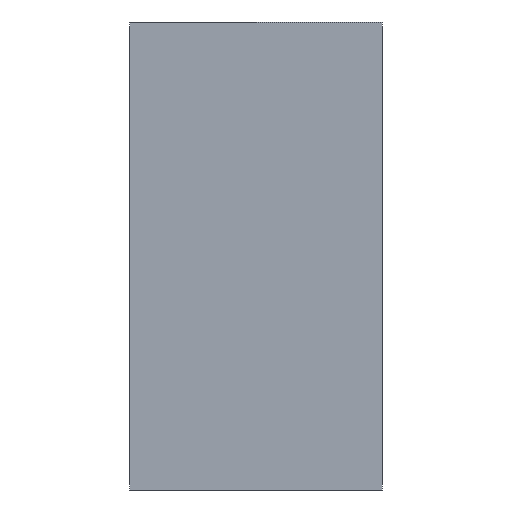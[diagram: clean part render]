
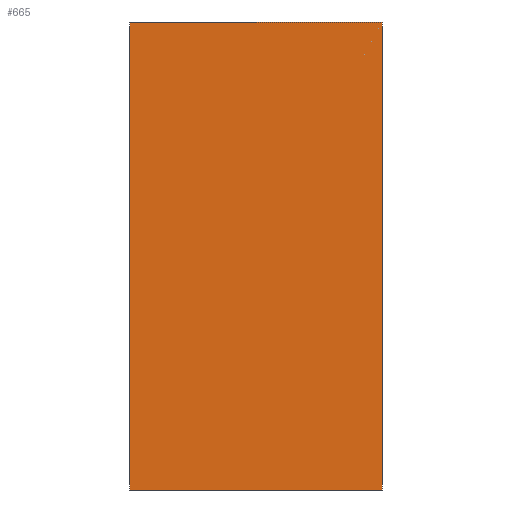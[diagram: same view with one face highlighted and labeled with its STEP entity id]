
A CAD part, left-side view. The second image highlights one B-rep face of the part: STEP entity #665.
In plain terms, the highlighted planar face has unit normal (-1, 0, 0).
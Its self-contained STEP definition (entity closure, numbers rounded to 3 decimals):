
#32=FACE_OUTER_BOUND('',#70,.T.);
#70=EDGE_LOOP('',(#462,#463,#464,#465));
#113=LINE('',#940,#197);
#119=LINE('',#951,#203);
#128=LINE('',#968,#212);
#129=LINE('',#970,#213);
#197=VECTOR('',#772,1.3);
#203=VECTOR('',#782,0.7);
#212=VECTOR('',#797,1.3);
#213=VECTOR('',#800,0.7);
#276=VERTEX_POINT('',#938);
#277=VERTEX_POINT('',#939);
#280=VERTEX_POINT('',#950);
#285=VERTEX_POINT('',#966);
#337=EDGE_CURVE('',#276,#277,#113,.T.);
#343=EDGE_CURVE('',#280,#276,#119,.T.);
#352=EDGE_CURVE('',#280,#285,#128,.T.);
#353=EDGE_CURVE('',#277,#285,#129,.T.);
#462=ORIENTED_EDGE('',*,*,#352,.T.);
#463=ORIENTED_EDGE('',*,*,#353,.F.);
#464=ORIENTED_EDGE('',*,*,#337,.F.);
#465=ORIENTED_EDGE('',*,*,#343,.F.);
#584=PLANE('',#709);
#665=ADVANCED_FACE('',(#32),#584,.T.);
#709=AXIS2_PLACEMENT_3D('',#969,#798,#799);
#772=DIRECTION('',(0.,0.,1.));
#782=DIRECTION('',(0.,1.,0.));
#797=DIRECTION('',(0.,0.,1.));
#798=DIRECTION('center_axis',(-1.,0.,0.));
#799=DIRECTION('ref_axis',(0.,-1.,0.));
#800=DIRECTION('',(0.,-1.,0.));
#938=CARTESIAN_POINT('',(-0.014,0.686,-0.014));
#939=CARTESIAN_POINT('',(-0.014,0.686,1.286));
#940=CARTESIAN_POINT('',(-0.014,0.686,1.272));
#950=CARTESIAN_POINT('',(-0.014,-0.014,-0.014));
#951=CARTESIAN_POINT('',(-0.014,0.,-0.014));
#966=CARTESIAN_POINT('',(-0.014,-0.014,1.286));
#968=CARTESIAN_POINT('',(-0.014,-0.014,1.272));
#969=CARTESIAN_POINT('Origin',(-0.014,0.,1.272));
#970=CARTESIAN_POINT('',(-0.014,0.686,1.286));
